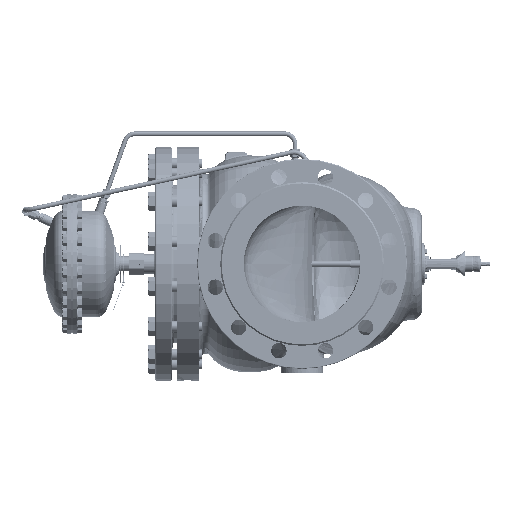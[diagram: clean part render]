
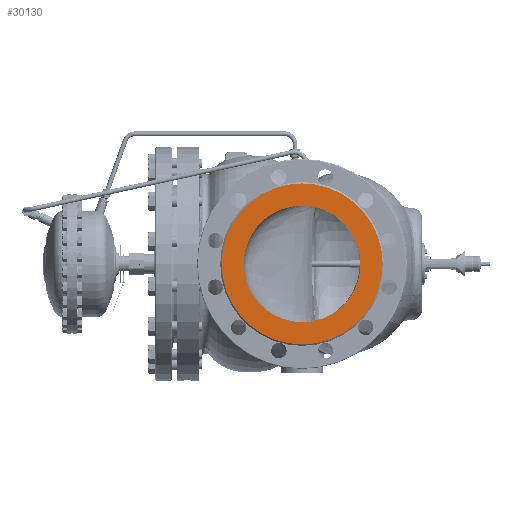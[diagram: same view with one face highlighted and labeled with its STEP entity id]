
A CAD part, left-side view. The second image highlights one B-rep face of the part: STEP entity #30130.
In plain terms, the highlighted planar face has unit normal (-1, 0, 0).
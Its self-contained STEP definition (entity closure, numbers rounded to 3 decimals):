
#1=CARTESIAN_POINT('',(-365.,105.96,66.314));
#2=CARTESIAN_POINT('',(-365.,109.174,61.179));
#3=CARTESIAN_POINT('',(-365.,114.738,50.651));
#4=CARTESIAN_POINT('',(-365.,120.629,34.239));
#5=CARTESIAN_POINT('',(-365.,124.197,17.356));
#6=CARTESIAN_POINT('',(-365.,125.,5.825));
#7=CARTESIAN_POINT('',(-365.,125.,0.));
#108=CARTESIAN_POINT('',(-365.,0.,0.));
#109=DIRECTION('',(1.,0.,0.));
#110=DIRECTION('',(0.,1.,0.));
#111=AXIS2_PLACEMENT_3D('',#108,#109,#110);
#113=CARTESIAN_POINT('',(-365.,0.,0.));
#114=DIRECTION('',(-1.,0.,0.));
#115=DIRECTION('',(0.,1.,0.));
#116=AXIS2_PLACEMENT_3D('',#113,#114,#115);
#13937=CARTESIAN_POINT('',(-365.,0.,125.));
#13938=CARTESIAN_POINT('',(-365.,5.526,125.));
#13939=CARTESIAN_POINT('',(-365.,16.502,124.264));
#13940=CARTESIAN_POINT('',(-365.,32.479,121.069));
#13941=CARTESIAN_POINT('',(-365.,47.713,115.901));
#13942=CARTESIAN_POINT('',(-365.,62.001,108.924));
#13943=CARTESIAN_POINT('',(-365.,72.949,101.737));
#13944=CARTESIAN_POINT('',(-365.,81.06,95.259));
#13945=CARTESIAN_POINT('',(-365.,86.8,90.06));
#13946=CARTESIAN_POINT('',(-365.,91.282,85.463));
#13947=CARTESIAN_POINT('',(-365.,94.681,81.64));
#13948=CARTESIAN_POINT('',(-365.,97.954,77.725));
#13949=CARTESIAN_POINT('',(-365.,101.805,72.664));
#13950=CARTESIAN_POINT('',(-365.,104.62,68.454));
#13951=CARTESIAN_POINT('',(-365.,105.96,66.314));
#14201=CARTESIAN_POINT('',(-365.,-125.,0.));
#14202=CARTESIAN_POINT('',(-365.,-125.,6.192));
#14203=CARTESIAN_POINT('',(-365.,-124.068,18.847));
#14204=CARTESIAN_POINT('',(-365.,-119.723,37.594));
#14205=CARTESIAN_POINT('',(-365.,-113.886,52.153));
#14206=CARTESIAN_POINT('',(-365.,-108.219,62.766));
#14207=CARTESIAN_POINT('',(-365.,-102.175,72.385));
#14208=CARTESIAN_POINT('',(-365.,-93.825,83.113));
#14209=CARTESIAN_POINT('',(-365.,-82.503,94.346));
#14210=CARTESIAN_POINT('',(-365.,-70.144,103.846));
#14211=CARTESIAN_POINT('',(-365.,-56.958,111.613));
#14212=CARTESIAN_POINT('',(-365.,-43.164,117.627));
#14213=CARTESIAN_POINT('',(-365.,-28.949,121.899));
#14214=CARTESIAN_POINT('',(-365.,-14.502,124.441));
#14215=CARTESIAN_POINT('',(-365.,-4.824,125.));
#14216=CARTESIAN_POINT('',(-365.,0.,125.));
#14277=CARTESIAN_POINT('',(-365.,0.,-125.));
#14278=CARTESIAN_POINT('',(-365.,-4.824,-125.));
#14279=CARTESIAN_POINT('',(-365.,-14.502,-124.441));
#14280=CARTESIAN_POINT('',(-365.,-28.949,-121.899));
#14281=CARTESIAN_POINT('',(-365.,-43.164,-117.627));
#14282=CARTESIAN_POINT('',(-365.,-56.958,-111.613));
#14283=CARTESIAN_POINT('',(-365.,-70.144,-103.846));
#14284=CARTESIAN_POINT('',(-365.,-82.503,-94.346));
#14285=CARTESIAN_POINT('',(-365.,-93.825,-83.113));
#14286=CARTESIAN_POINT('',(-365.,-102.175,-72.385));
#14287=CARTESIAN_POINT('',(-365.,-108.219,-62.766));
#14288=CARTESIAN_POINT('',(-365.,-113.886,-52.153));
#14289=CARTESIAN_POINT('',(-365.,-119.723,-37.594));
#14290=CARTESIAN_POINT('',(-365.,-124.068,-18.847));
#14291=CARTESIAN_POINT('',(-365.,-125.,-6.192));
#14292=CARTESIAN_POINT('',(-365.,-125.,0.));
#14323=CARTESIAN_POINT('',(-365.,105.96,-66.314));
#14324=CARTESIAN_POINT('',(-365.,104.62,-68.454));
#14325=CARTESIAN_POINT('',(-365.,101.805,-72.664));
#14326=CARTESIAN_POINT('',(-365.,97.954,-77.725));
#14327=CARTESIAN_POINT('',(-365.,94.681,-81.64));
#14328=CARTESIAN_POINT('',(-365.,91.282,-85.463));
#14329=CARTESIAN_POINT('',(-365.,86.8,-90.06));
#14330=CARTESIAN_POINT('',(-365.,81.06,-95.259));
#14331=CARTESIAN_POINT('',(-365.,72.949,-101.737));
#14332=CARTESIAN_POINT('',(-365.,62.001,-108.924));
#14333=CARTESIAN_POINT('',(-365.,47.713,-115.901));
#14334=CARTESIAN_POINT('',(-365.,32.479,-121.069));
#14335=CARTESIAN_POINT('',(-365.,16.502,-124.264));
#14336=CARTESIAN_POINT('',(-365.,5.526,-125.));
#14337=CARTESIAN_POINT('',(-365.,0.,-125.));
#14394=CARTESIAN_POINT('',(-365.,125.,0.));
#14395=CARTESIAN_POINT('',(-365.,125.,-5.825));
#14396=CARTESIAN_POINT('',(-365.,124.197,-17.356));
#14397=CARTESIAN_POINT('',(-365.,120.629,-34.239));
#14398=CARTESIAN_POINT('',(-365.,114.738,-50.651));
#14399=CARTESIAN_POINT('',(-365.,109.174,-61.179));
#14400=CARTESIAN_POINT('',(-365.,105.96,-66.314));
#29839=CARTESIAN_POINT('',(-365.,172.5,0.));
#29841=VERTEX_POINT('',#29839);
#29843=CARTESIAN_POINT('',(-365.,-172.5,0.));
#29845=VERTEX_POINT('',#29843);
#29847=VERTEX_POINT('',#14394);
#29848=VERTEX_POINT('',#14400);
#29849=VERTEX_POINT('',#14337);
#29850=VERTEX_POINT('',#14292);
#29851=VERTEX_POINT('',#1);
#29852=VERTEX_POINT('',#13937);
#30106=CARTESIAN_POINT('',(-365.,0.,0.));
#30107=DIRECTION('',(-1.,0.,0.));
#30108=DIRECTION('',(0.,-1.,0.));
#30109=AXIS2_PLACEMENT_3D('',#30106,#30107,#30108);
#30110=PLANE('',#30109);
#30112=ORIENTED_EDGE('',*,*,#30111,.T.);
#30114=ORIENTED_EDGE('',*,*,#30113,.F.);
#30115=EDGE_LOOP('',(#30112,#30114));
#30116=FACE_OUTER_BOUND('',#30115,.F.);
#30118=ORIENTED_EDGE('',*,*,#30117,.T.);
#30120=ORIENTED_EDGE('',*,*,#30119,.T.);
#30122=ORIENTED_EDGE('',*,*,#30121,.T.);
#30124=ORIENTED_EDGE('',*,*,#30123,.T.);
#30126=ORIENTED_EDGE('',*,*,#30125,.T.);
#30127=ORIENTED_EDGE('',*,*,#30089,.T.);
#30128=EDGE_LOOP('',(#30118,#30120,#30122,#30124,#30126,#30127));
#30129=FACE_BOUND('',#30128,.F.);
#30130=ADVANCED_FACE('',(#30116,#30129),#30110,.T.);
#8=B_SPLINE_CURVE_WITH_KNOTS('',3,(#1,#2,#3,#4,#5,#6,#7),.UNSPECIFIED.,.F.,.F.,(
4,1,1,1,4),(0.,0.25,0.5,0.75,1.),.UNSPECIFIED.);
#112=CIRCLE('',#111,172.5);
#117=CIRCLE('',#116,172.5);
#13952=B_SPLINE_CURVE_WITH_KNOTS('',3,(#13937,#13938,#13939,#13940,#13941,
#13942,#13943,#13944,#13945,#13946,#13947,#13948,#13949,#13950,#13951),
.UNSPECIFIED.,.F.,.F.,(4,1,1,1,1,1,1,1,1,1,1,1,4),(0.,0.125,0.25,0.375,
0.5,0.625,0.688,0.75,0.813,0.844,0.875,0.938,1.),
.UNSPECIFIED.);
#14217=B_SPLINE_CURVE_WITH_KNOTS('',3,(#14201,#14202,#14203,#14204,#14205,
#14206,#14207,#14208,#14209,#14210,#14211,#14212,#14213,#14214,#14215,#14216),
.UNSPECIFIED.,.F.,.F.,(4,1,1,1,1,1,1,1,1,1,1,1,1,4),(0.,0.085,
0.17,0.255,0.297,0.34,
0.422,0.505,0.587,0.67,
0.752,0.835,0.917,1.),.UNSPECIFIED.);
#14293=B_SPLINE_CURVE_WITH_KNOTS('',3,(#14277,#14278,#14279,#14280,#14281,
#14282,#14283,#14284,#14285,#14286,#14287,#14288,#14289,#14290,#14291,#14292),
.UNSPECIFIED.,.F.,.F.,(4,1,1,1,1,1,1,1,1,1,1,1,1,4),(0.,0.083,
0.165,0.248,0.33,0.413,
0.495,0.578,0.66,0.703,
0.745,0.83,0.915,1.),.UNSPECIFIED.);
#14338=B_SPLINE_CURVE_WITH_KNOTS('',3,(#14323,#14324,#14325,#14326,#14327,
#14328,#14329,#14330,#14331,#14332,#14333,#14334,#14335,#14336,#14337),
.UNSPECIFIED.,.F.,.F.,(4,1,1,1,1,1,1,1,1,1,1,1,4),(0.,0.063,0.125,
0.156,0.188,0.25,0.313,0.375,0.5,0.625,0.75,0.875,1.),
.UNSPECIFIED.);
#14401=B_SPLINE_CURVE_WITH_KNOTS('',3,(#14394,#14395,#14396,#14397,#14398,
#14399,#14400),.UNSPECIFIED.,.F.,.F.,(4,1,1,1,4),(0.,0.25,0.5,0.75,
1.),.UNSPECIFIED.);
#30089=EDGE_CURVE('',#29851,#29847,#8,.T.);
#30111=EDGE_CURVE('',#29841,#29845,#112,.T.);
#30113=EDGE_CURVE('',#29841,#29845,#117,.T.);
#30117=EDGE_CURVE('',#29847,#29848,#14401,.T.);
#30119=EDGE_CURVE('',#29848,#29849,#14338,.T.);
#30121=EDGE_CURVE('',#29849,#29850,#14293,.T.);
#30123=EDGE_CURVE('',#29850,#29852,#14217,.T.);
#30125=EDGE_CURVE('',#29852,#29851,#13952,.T.);
